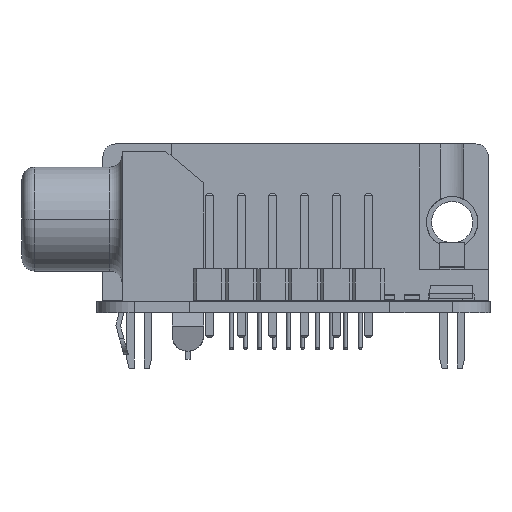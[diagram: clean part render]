
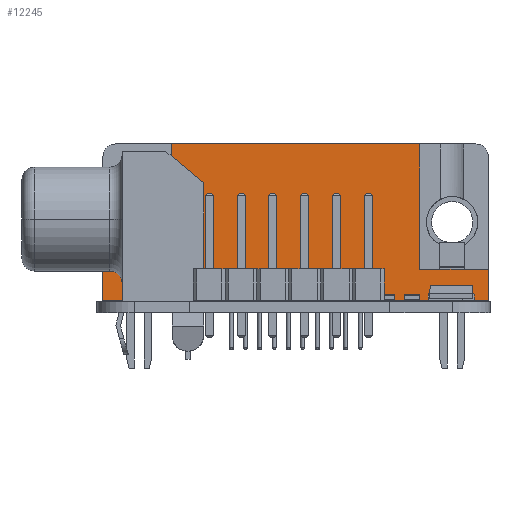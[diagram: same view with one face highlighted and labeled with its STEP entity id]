
A CAD part, left-side view. The second image highlights one B-rep face of the part: STEP entity #12245.
In plain terms, the highlighted face is planar.
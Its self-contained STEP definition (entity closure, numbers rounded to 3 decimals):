
#11597 = VERTEX_POINT('',#11598);
#11598 = CARTESIAN_POINT('',(13.908,1.61,12.5));
#11604 = EDGE_CURVE('',#11597,#11605,#11607,.T.);
#11605 = VERTEX_POINT('',#11606);
#11606 = CARTESIAN_POINT('',(-5.893,1.61,12.5));
#11607 = LINE('',#11608,#11609);
#11608 = CARTESIAN_POINT('',(19.408,1.61,12.5));
#11609 = VECTOR('',#11610,1.);
#11610 = DIRECTION('',(-1.,0.,0.));
#11663 = VERTEX_POINT('',#11664);
#11664 = CARTESIAN_POINT('',(-11.393,1.61,2.5));
#11670 = EDGE_CURVE('',#11663,#11671,#11673,.T.);
#11671 = VERTEX_POINT('',#11672);
#11672 = CARTESIAN_POINT('',(-11.393,1.61,0.));
#11673 = LINE('',#11674,#11675);
#11674 = CARTESIAN_POINT('',(-11.393,1.61,12.5));
#11675 = VECTOR('',#11676,1.);
#11676 = DIRECTION('',(0.,0.,-1.));
#11752 = VERTEX_POINT('',#11753);
#11753 = CARTESIAN_POINT('',(19.408,1.61,0.));
#11759 = EDGE_CURVE('',#11752,#11760,#11762,.T.);
#11760 = VERTEX_POINT('',#11761);
#11761 = CARTESIAN_POINT('',(19.408,1.61,2.5));
#11762 = LINE('',#11763,#11764);
#11763 = CARTESIAN_POINT('',(19.408,1.61,0.));
#11764 = VECTOR('',#11765,1.);
#11765 = DIRECTION('',(0.,0.,1.));
#11790 = EDGE_CURVE('',#11671,#11752,#11791,.T.);
#11791 = LINE('',#11792,#11793);
#11792 = CARTESIAN_POINT('',(-11.393,1.61,0.));
#11793 = VECTOR('',#11794,1.);
#11794 = DIRECTION('',(1.,0.,0.));
#12180 = EDGE_CURVE('',#11597,#12181,#12183,.T.);
#12181 = VERTEX_POINT('',#12182);
#12182 = CARTESIAN_POINT('',(13.908,1.61,2.5));
#12183 = LINE('',#12184,#12185);
#12184 = CARTESIAN_POINT('',(13.908,1.61,10.625));
#12185 = VECTOR('',#12186,1.);
#12186 = DIRECTION('',(0.,0.,-1.));
#12245 = ADVANCED_FACE('',(#12246),#12273,.F.);
#12246 = FACE_BOUND('',#12247,.F.);
#12247 = EDGE_LOOP('',(#12248,#12249,#12250,#12258,#12264,#12265,#12266,
    #12267));
#12248 = ORIENTED_EDGE('',*,*,#12180,.F.);
#12249 = ORIENTED_EDGE('',*,*,#11604,.T.);
#12250 = ORIENTED_EDGE('',*,*,#12251,.F.);
#12251 = EDGE_CURVE('',#12252,#11605,#12254,.T.);
#12252 = VERTEX_POINT('',#12253);
#12253 = CARTESIAN_POINT('',(-5.893,1.61,2.5));
#12254 = LINE('',#12255,#12256);
#12255 = CARTESIAN_POINT('',(-5.893,1.61,4.375));
#12256 = VECTOR('',#12257,1.);
#12257 = DIRECTION('',(0.,0.,1.));
#12258 = ORIENTED_EDGE('',*,*,#12259,.F.);
#12259 = EDGE_CURVE('',#11663,#12252,#12260,.T.);
#12260 = LINE('',#12261,#12262);
#12261 = CARTESIAN_POINT('',(-4.443,1.61,2.5));
#12262 = VECTOR('',#12263,1.);
#12263 = DIRECTION('',(1.,0.,0.));
#12264 = ORIENTED_EDGE('',*,*,#11670,.T.);
#12265 = ORIENTED_EDGE('',*,*,#11790,.T.);
#12266 = ORIENTED_EDGE('',*,*,#11759,.T.);
#12267 = ORIENTED_EDGE('',*,*,#12268,.F.);
#12268 = EDGE_CURVE('',#12181,#11760,#12269,.T.);
#12269 = LINE('',#12270,#12271);
#12270 = CARTESIAN_POINT('',(8.958,1.61,2.5));
#12271 = VECTOR('',#12272,1.);
#12272 = DIRECTION('',(1.,0.,0.));
#12273 = PLANE('',#12274);
#12274 = AXIS2_PLACEMENT_3D('',#12275,#12276,#12277);
#12275 = CARTESIAN_POINT('',(4.008,1.61,6.25));
#12276 = DIRECTION('',(0.,-1.,0.));
#12277 = DIRECTION('',(1.,0.,0.));
